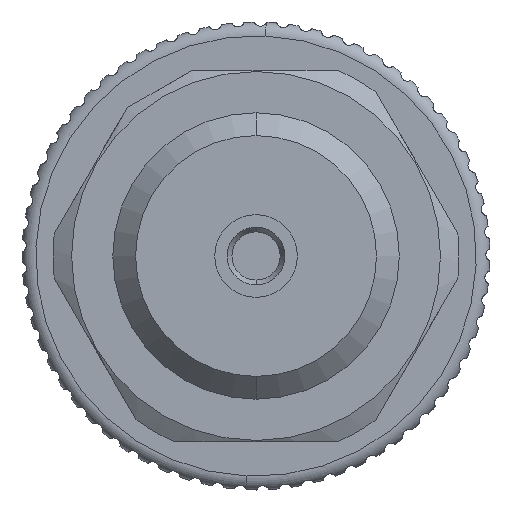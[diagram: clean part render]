
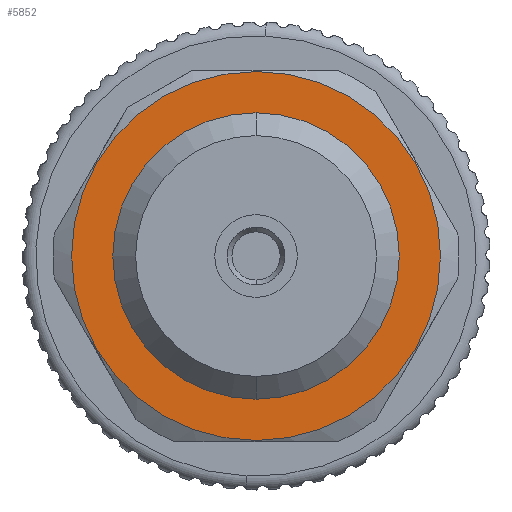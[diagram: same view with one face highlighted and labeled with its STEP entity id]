
A CAD part, front view. The second image highlights one B-rep face of the part: STEP entity #5852.
In plain terms, the highlighted face is planar.
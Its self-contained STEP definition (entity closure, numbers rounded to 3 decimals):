
#904 = DIRECTION ( 'NONE',  ( -1., 0., 0. ) ) ;
#1885 = CARTESIAN_POINT ( 'NONE',  ( 33.73, 0., -9.5 ) ) ;
#2178 = AXIS2_PLACEMENT_3D ( 'NONE', #10316, #904, #11859 ) ;
#2317 = DIRECTION ( 'NONE',  ( -1., 0., 0. ) ) ;
#2923 = VERTEX_POINT ( 'NONE', #4400 ) ;
#3655 = DIRECTION ( 'NONE',  ( 0., 0., 1. ) ) ;
#3677 = DIRECTION ( 'NONE',  ( -1., 0., 0. ) ) ;
#3696 = CARTESIAN_POINT ( 'NONE',  ( 33.73, 0., 0. ) ) ;
#4400 = CARTESIAN_POINT ( 'NONE',  ( 33.73, 0., 13.4 ) ) ;
#4592 = CARTESIAN_POINT ( 'NONE',  ( 33.73, 0., 9.5 ) ) ;
#4798 = DIRECTION ( 'NONE',  ( 0., 0., 1. ) ) ;
#4818 = DIRECTION ( 'NONE',  ( -1., 0., 0. ) ) ;
#4820 = EDGE_LOOP ( 'NONE', ( #11665, #11707 ) ) ;
#5341 = EDGE_LOOP ( 'NONE', ( #10300, #15278 ) ) ;
#5423 = CIRCLE ( 'NONE', #2178, 9.5 ) ;
#5607 = PLANE ( 'NONE',  #12888 ) ;
#5852 = ADVANCED_FACE ( 'NONE', ( #7033, #15181 ), #5607, .F. ) ;
#6523 = AXIS2_PLACEMENT_3D ( 'NONE', #3696, #3677, #3655 ) ;
#7033 = FACE_OUTER_BOUND ( 'NONE', #4820, .T. ) ;
#7439 = EDGE_CURVE ( 'NONE', #10004, #2923, #17743, .T. ) ;
#8231 = EDGE_CURVE ( 'NONE', #18131, #17050, #19392, .T. ) ;
#8408 = AXIS2_PLACEMENT_3D ( 'NONE', #11627, #2317, #13100 ) ;
#8878 = AXIS2_PLACEMENT_3D ( 'NONE', #11009, #10989, #10987 ) ;
#10004 = VERTEX_POINT ( 'NONE', #11960 ) ;
#10300 = ORIENTED_EDGE ( 'NONE', *, *, #8231, .T. ) ;
#10316 = CARTESIAN_POINT ( 'NONE',  ( 33.73, 0., 0. ) ) ;
#10987 = DIRECTION ( 'NONE',  ( 0., 0., 1. ) ) ;
#10989 = DIRECTION ( 'NONE',  ( -1., 0., 0. ) ) ;
#11009 = CARTESIAN_POINT ( 'NONE',  ( 33.73, 0., 0. ) ) ;
#11627 = CARTESIAN_POINT ( 'NONE',  ( 33.73, 0., 0. ) ) ;
#11665 = ORIENTED_EDGE ( 'NONE', *, *, #12483, .F. ) ;
#11707 = ORIENTED_EDGE ( 'NONE', *, *, #7439, .F. ) ;
#11859 = DIRECTION ( 'NONE',  ( 0., 0., 1. ) ) ;
#11960 = CARTESIAN_POINT ( 'NONE',  ( 33.73, 0., -13.4 ) ) ;
#12483 = EDGE_CURVE ( 'NONE', #2923, #10004, #16514, .T. ) ;
#12888 = AXIS2_PLACEMENT_3D ( 'NONE', #16670, #4818, #4798 ) ;
#13100 = DIRECTION ( 'NONE',  ( 0., 0., 1. ) ) ;
#13391 = EDGE_CURVE ( 'NONE', #17050, #18131, #5423, .T. ) ;
#15181 = FACE_BOUND ( 'NONE', #5341, .T. ) ;
#15278 = ORIENTED_EDGE ( 'NONE', *, *, #13391, .T. ) ;
#16514 = CIRCLE ( 'NONE', #8408, 13.4 ) ;
#16670 = CARTESIAN_POINT ( 'NONE',  ( 33.73, 13.4, 0. ) ) ;
#17050 = VERTEX_POINT ( 'NONE', #1885 ) ;
#17743 = CIRCLE ( 'NONE', #8878, 13.4 ) ;
#18131 = VERTEX_POINT ( 'NONE', #4592 ) ;
#19392 = CIRCLE ( 'NONE', #6523, 9.5 ) ;
